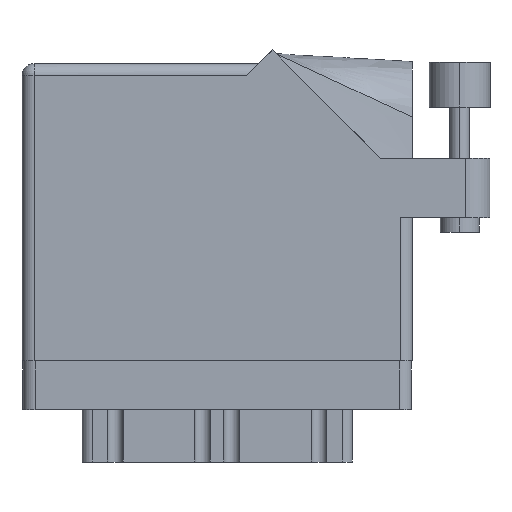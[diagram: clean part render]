
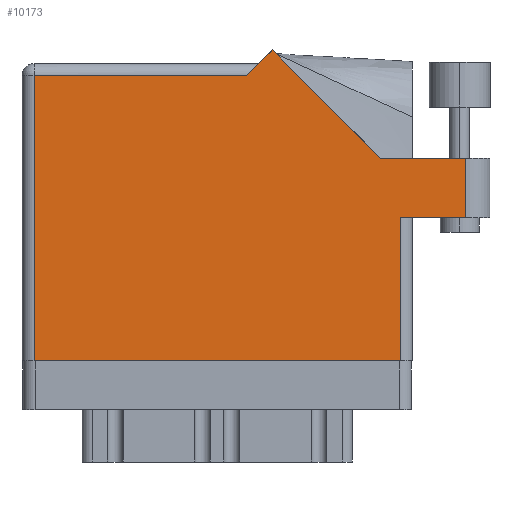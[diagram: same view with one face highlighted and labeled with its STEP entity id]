
A CAD part, front view. The second image highlights one B-rep face of the part: STEP entity #10173.
In plain terms, the highlighted face is planar.
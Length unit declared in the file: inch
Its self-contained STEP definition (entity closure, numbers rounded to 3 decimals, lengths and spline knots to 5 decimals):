
#616 = LINE ( 'NONE', #5897, #27042 ) ;
#773 = DIRECTION ( 'NONE',  ( 0., 1., 0. ) ) ;
#997 = CARTESIAN_POINT ( 'NONE',  ( 1.217, 1.53, 0. ) ) ;
#1209 = ORIENTED_EDGE ( 'NONE', *, *, #7719, .T. ) ;
#1318 = DIRECTION ( 'NONE',  ( -0.707, 0.707, 0. ) ) ;
#1503 = VECTOR ( 'NONE', #7566, 39.37008 ) ;
#1924 = ORIENTED_EDGE ( 'NONE', *, *, #12411, .T. ) ;
#3084 = FACE_OUTER_BOUND ( 'NONE', #12116, .T. ) ;
#3712 = DIRECTION ( 'NONE',  ( 1., 0., 0. ) ) ;
#4045 = ORIENTED_EDGE ( 'NONE', *, *, #5609, .T. ) ;
#4772 = DIRECTION ( 'NONE',  ( 1., 0., 0. ) ) ;
#5565 = LINE ( 'NONE', #16592, #25442 ) ;
#5609 = EDGE_CURVE ( 'NONE', #29529, #7958, #616, .T. ) ;
#5859 = CARTESIAN_POINT ( 'NONE',  ( 0.062, 1.468, 0. ) ) ;
#5897 = CARTESIAN_POINT ( 'NONE',  ( 1.84442, 1.044, 0. ) ) ;
#6013 = VERTEX_POINT ( 'NONE', #5859 ) ;
#6537 = EDGE_CURVE ( 'NONE', #7474, #29725, #5565, .T. ) ;
#7310 = VECTOR ( 'NONE', #19600, 39.37008 ) ;
#7474 = VERTEX_POINT ( 'NONE', #26010 ) ;
#7566 = DIRECTION ( 'NONE',  ( 0., -1., 0. ) ) ;
#7719 = EDGE_CURVE ( 'NONE', #29725, #22806, #27231, .T. ) ;
#7958 = VERTEX_POINT ( 'NONE', #31586 ) ;
#8498 = DIRECTION ( 'NONE',  ( -1., 0., 0. ) ) ;
#8631 = CARTESIAN_POINT ( 'NONE',  ( 2.01, 0.737, 0. ) ) ;
#8857 = CARTESIAN_POINT ( 'NONE',  ( 0., 1.53, 0. ) ) ;
#8904 = CARTESIAN_POINT ( 'NONE',  ( 2.41, 1.044, 0. ) ) ;
#9652 = LINE ( 'NONE', #23522, #1503 ) ;
#10173 = ADVANCED_FACE ( 'NONE', ( #3084 ), #13775, .F. ) ;
#10554 = CARTESIAN_POINT ( 'NONE',  ( 0., 0., 0. ) ) ;
#11115 = DIRECTION ( 'NONE',  ( -1., 0., 0. ) ) ;
#11188 = ORIENTED_EDGE ( 'NONE', *, *, #21581, .T. ) ;
#11357 = VERTEX_POINT ( 'NONE', #24477 ) ;
#12116 = EDGE_LOOP ( 'NONE', ( #1209, #31383, #1924, #4045, #15918, #20476, #14139, #11188, #27200 ) ) ;
#12411 = EDGE_CURVE ( 'NONE', #11357, #29529, #24866, .T. ) ;
#12568 = VECTOR ( 'NONE', #773, 39.37008 ) ;
#13775 = PLANE ( 'NONE',  #19699 ) ;
#14071 = LINE ( 'NONE', #24778, #12568 ) ;
#14139 = ORIENTED_EDGE ( 'NONE', *, *, #26803, .T. ) ;
#14401 = VERTEX_POINT ( 'NONE', #16209 ) ;
#15632 = LINE ( 'NONE', #10554, #24487 ) ;
#15918 = ORIENTED_EDGE ( 'NONE', *, *, #16676, .T. ) ;
#16209 = CARTESIAN_POINT ( 'NONE',  ( 1.155, 1.468, 0. ) ) ;
#16592 = CARTESIAN_POINT ( 'NONE',  ( 1.948, 0.737, 0. ) ) ;
#16676 = EDGE_CURVE ( 'NONE', #7958, #14401, #30108, .T. ) ;
#18110 = CARTESIAN_POINT ( 'NONE',  ( 2.285, 0.737, 0. ) ) ;
#18896 = DIRECTION ( 'NONE',  ( 0., 1., 0. ) ) ;
#19600 = DIRECTION ( 'NONE',  ( -1., 0., 0. ) ) ;
#19699 = AXIS2_PLACEMENT_3D ( 'NONE', #8857, #27795, #8498 ) ;
#20476 = ORIENTED_EDGE ( 'NONE', *, *, #26137, .T. ) ;
#21581 = EDGE_CURVE ( 'NONE', #25529, #7474, #15632, .T. ) ;
#22729 = VECTOR ( 'NONE', #11115, 39.37008 ) ;
#22806 = VERTEX_POINT ( 'NONE', #18110 ) ;
#23476 = CARTESIAN_POINT ( 'NONE',  ( 0.062, 0., 0. ) ) ;
#23522 = CARTESIAN_POINT ( 'NONE',  ( 0.062, 0., 0. ) ) ;
#24477 = CARTESIAN_POINT ( 'NONE',  ( 2.285, 1.044, 0. ) ) ;
#24487 = VECTOR ( 'NONE', #4772, 39.37008 ) ;
#24778 = CARTESIAN_POINT ( 'NONE',  ( 2.285, 1.044, 0. ) ) ;
#24863 = VECTOR ( 'NONE', #3712, 39.37008 ) ;
#24866 = LINE ( 'NONE', #8904, #7310 ) ;
#25442 = VECTOR ( 'NONE', #18896, 39.37008 ) ;
#25529 = VERTEX_POINT ( 'NONE', #23476 ) ;
#26010 = CARTESIAN_POINT ( 'NONE',  ( 1.948, 0., 0. ) ) ;
#26137 = EDGE_CURVE ( 'NONE', #14401, #6013, #32873, .T. ) ;
#26803 = EDGE_CURVE ( 'NONE', #6013, #25529, #9652, .T. ) ;
#27042 = VECTOR ( 'NONE', #1318, 39.37008 ) ;
#27200 = ORIENTED_EDGE ( 'NONE', *, *, #6537, .T. ) ;
#27231 = LINE ( 'NONE', #8631, #24863 ) ;
#27795 = DIRECTION ( 'NONE',  ( 0., 0., -1. ) ) ;
#27806 = CARTESIAN_POINT ( 'NONE',  ( 1.84442, 1.044, 0. ) ) ;
#29529 = VERTEX_POINT ( 'NONE', #27806 ) ;
#29725 = VERTEX_POINT ( 'NONE', #32341 ) ;
#30108 = LINE ( 'NONE', #997, #34371 ) ;
#30228 = CARTESIAN_POINT ( 'NONE',  ( 0., 1.468, 0. ) ) ;
#31040 = EDGE_CURVE ( 'NONE', #22806, #11357, #14071, .T. ) ;
#31383 = ORIENTED_EDGE ( 'NONE', *, *, #31040, .T. ) ;
#31586 = CARTESIAN_POINT ( 'NONE',  ( 1.28771, 1.60071, 0. ) ) ;
#32341 = CARTESIAN_POINT ( 'NONE',  ( 1.948, 0.737, 0. ) ) ;
#32550 = DIRECTION ( 'NONE',  ( -0.707, -0.707, 0. ) ) ;
#32873 = LINE ( 'NONE', #30228, #22729 ) ;
#34371 = VECTOR ( 'NONE', #32550, 39.37008 ) ;
